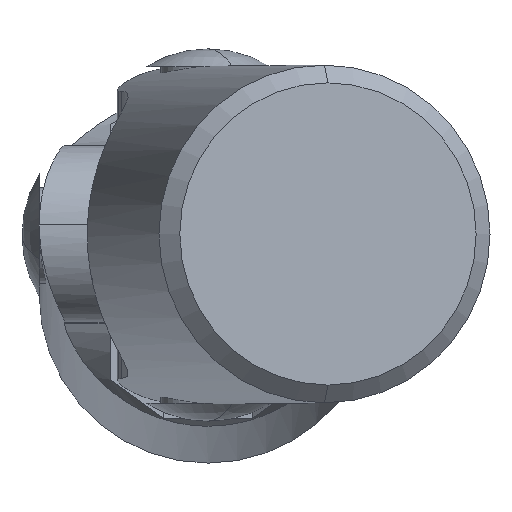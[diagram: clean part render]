
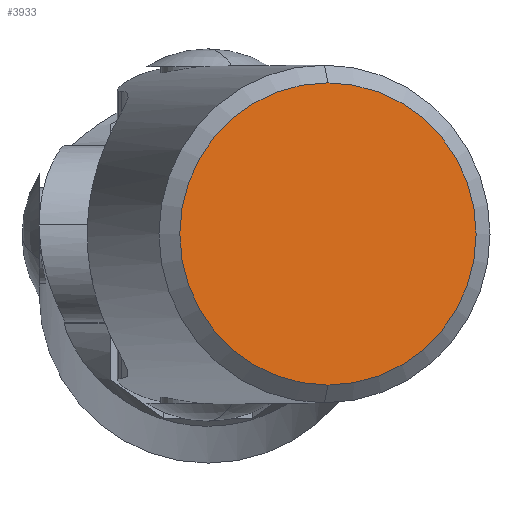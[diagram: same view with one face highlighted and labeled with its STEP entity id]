
A CAD part, top view. The second image highlights one B-rep face of the part: STEP entity #3933.
In plain terms, the highlighted face is planar.
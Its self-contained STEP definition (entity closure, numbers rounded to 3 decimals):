
#250=CARTESIAN_POINT('',(0.,0.,0.));
#251=DIRECTION('',(0.,0.,1.));
#252=DIRECTION('',(-1.,0.,0.));
#253=AXIS2_PLACEMENT_3D('',#250,#251,#252);
#255=CARTESIAN_POINT('',(0.,0.,0.));
#256=DIRECTION('',(0.,0.,1.));
#257=DIRECTION('',(1.,0.,0.));
#258=AXIS2_PLACEMENT_3D('',#255,#256,#257);
#3838=CARTESIAN_POINT('',(8.525,0.,0.));
#3839=CARTESIAN_POINT('',(-8.525,0.,0.));
#3840=VERTEX_POINT('',#3838);
#3841=VERTEX_POINT('',#3839);
#3923=CARTESIAN_POINT('',(0.,0.,0.));
#3924=DIRECTION('',(0.,0.,1.));
#3925=DIRECTION('',(1.,0.,0.));
#3926=AXIS2_PLACEMENT_3D('',#3923,#3924,#3925);
#3927=PLANE('',#3926);
#3929=ORIENTED_EDGE('',*,*,#3928,.T.);
#3930=ORIENTED_EDGE('',*,*,#3912,.T.);
#3931=EDGE_LOOP('',(#3929,#3930));
#3932=FACE_OUTER_BOUND('',#3931,.F.);
#3933=ADVANCED_FACE('',(#3932),#3927,.F.);
#254=CIRCLE('',#253,8.525);
#259=CIRCLE('',#258,8.525);
#3912=EDGE_CURVE('',#3840,#3841,#259,.T.);
#3928=EDGE_CURVE('',#3841,#3840,#254,.T.);
